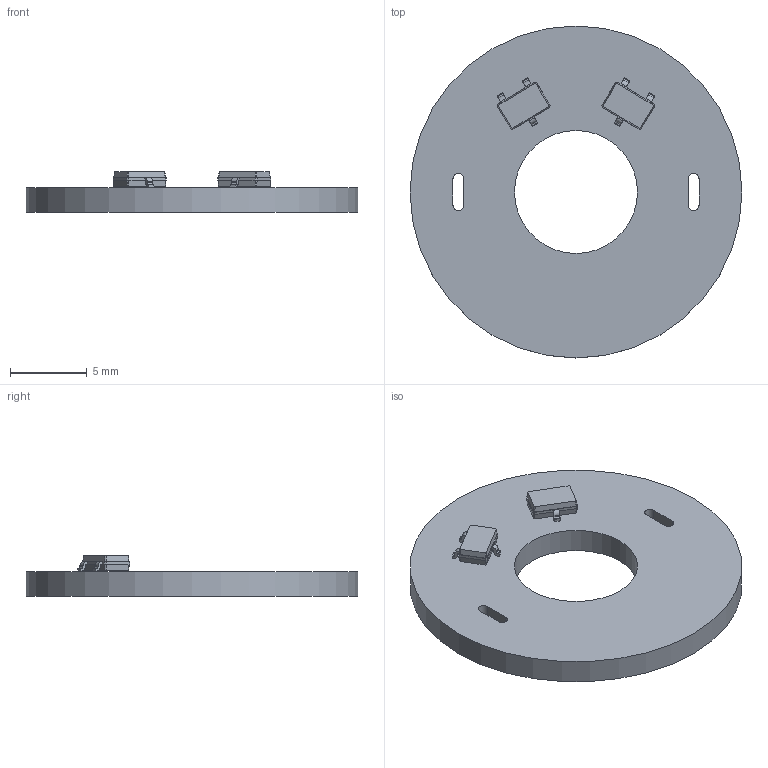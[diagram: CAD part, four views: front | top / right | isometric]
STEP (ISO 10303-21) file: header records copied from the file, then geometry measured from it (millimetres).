
FILE_DESCRIPTION(('KiCad electronic assembly'),'2;1');
FILE_NAME('encoder.step','2024-11-29T10:20:47',('Pcbnew'),('Kicad'), 'Open CASCADE STEP processor 7.7','KiCad to STEP converter','Unknown' );
FILE_SCHEMA(('AUTOMOTIVE_DESIGN { 1 0 10303 214 1 1 1 1 }'));
Length unit declared in the file: millimetre
Products named in the file (4): encoder 1; SOT-23W; SOT_23W; encoder_PCB
Assembly tree (4 placements, depth 3):
  encoder 1
    SOT-23W  x2
      SOT_23W
    encoder_PCB
Bounding box: 21.58 x 21.58 x 2.65 mm (x, y, z)
Volume: 510.5 mm3; surface area: 835.4 mm2
Topology: 3 solids, 3 shells, 170 faces, 420 edges, 256 vertices
Faces by surface type: plane 86, bspline 54, cylinder 30
Full cylindrical faces by diameter (mm): 8 x1, 21.583 x1
Entity records: 3242 total; most frequent: CARTESIAN_POINT 572, ORIENTED_EDGE 450, DIRECTION 367, EDGE_CURVE 225, LINE 157, VECTOR 157, VERTEX_POINT 138, AXIS2_PLACEMENT_3D 105
